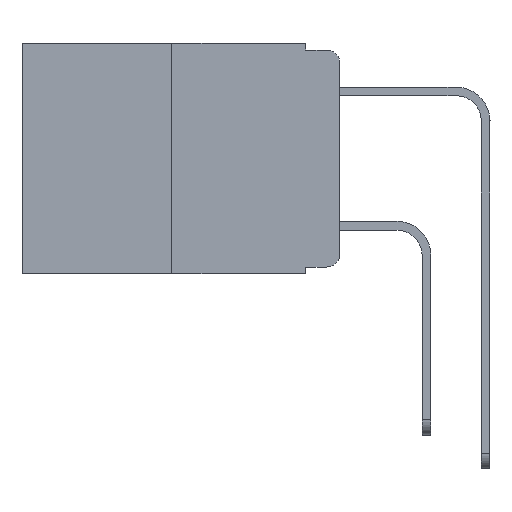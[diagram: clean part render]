
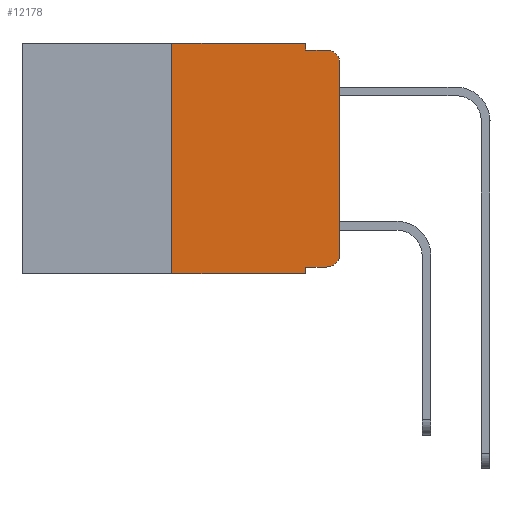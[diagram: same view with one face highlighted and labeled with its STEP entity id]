
A CAD part, left-side view. The second image highlights one B-rep face of the part: STEP entity #12178.
In plain terms, the highlighted planar face has unit normal (-1, 0, 0).
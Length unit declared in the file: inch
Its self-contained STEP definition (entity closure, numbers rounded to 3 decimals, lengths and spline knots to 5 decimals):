
#38 = VERTEX_POINT ( 'NONE', #11938 ) ;
#114 = LINE ( 'NONE', #5175, #14452 ) ;
#153 = CARTESIAN_POINT ( 'NONE',  ( 0., 0.051, 0. ) ) ;
#231 = AXIS2_PLACEMENT_3D ( 'NONE', #13548, #6934, #9793 ) ;
#265 = VERTEX_POINT ( 'NONE', #2010 ) ;
#320 = LINE ( 'NONE', #13069, #6128 ) ;
#337 = LINE ( 'NONE', #4056, #11732 ) ;
#445 = VECTOR ( 'NONE', #14150, 39.37008 ) ;
#1295 = CARTESIAN_POINT ( 'NONE',  ( 0., 0., -0.313 ) ) ;
#1304 = CIRCLE ( 'NONE', #4414, 0.02 ) ;
#1836 = CARTESIAN_POINT ( 'NONE',  ( 0., 0.02, -0.03 ) ) ;
#1902 = EDGE_CURVE ( 'NONE', #7255, #7920, #12519, .T. ) ;
#2010 = CARTESIAN_POINT ( 'NONE',  ( 0., 0.02, -0.333 ) ) ;
#2012 = EDGE_CURVE ( 'NONE', #11128, #13655, #7846, .T. ) ;
#2292 = DIRECTION ( 'NONE',  ( 0., -1., 0. ) ) ;
#2379 = VERTEX_POINT ( 'NONE', #12009 ) ;
#2753 = VERTEX_POINT ( 'NONE', #153 ) ;
#2998 = DIRECTION ( 'NONE',  ( 0., 0., -1. ) ) ;
#3163 = PLANE ( 'NONE',  #11929 ) ;
#3555 = LINE ( 'NONE', #10862, #445 ) ;
#3969 = ORIENTED_EDGE ( 'NONE', *, *, #2012, .T. ) ;
#4030 = EDGE_CURVE ( 'NONE', #265, #11128, #12818, .T. ) ;
#4056 = CARTESIAN_POINT ( 'NONE',  ( 0., 0.051, 0. ) ) ;
#4414 = AXIS2_PLACEMENT_3D ( 'NONE', #1836, #9839, #2998 ) ;
#4595 = DIRECTION ( 'NONE',  ( 0., 0., 1. ) ) ;
#4704 = VERTEX_POINT ( 'NONE', #13486 ) ;
#5060 = ORIENTED_EDGE ( 'NONE', *, *, #14590, .F. ) ;
#5175 = CARTESIAN_POINT ( 'NONE',  ( 0., 0.051, 0. ) ) ;
#5490 = EDGE_CURVE ( 'NONE', #2379, #7920, #114, .T. ) ;
#5579 = EDGE_CURVE ( 'NONE', #7255, #13305, #7888, .T. ) ;
#5599 = CARTESIAN_POINT ( 'NONE',  ( 0., 0.25, -0.343 ) ) ;
#6128 = VECTOR ( 'NONE', #14185, 39.37008 ) ;
#6142 = ORIENTED_EDGE ( 'NONE', *, *, #1902, .T. ) ;
#6213 = LINE ( 'NONE', #9172, #11794 ) ;
#6514 = ORIENTED_EDGE ( 'NONE', *, *, #11674, .T. ) ;
#6663 = DIRECTION ( 'NONE',  ( 1., 0., 0. ) ) ;
#6934 = DIRECTION ( 'NONE',  ( -1., 0., 0. ) ) ;
#7059 = ORIENTED_EDGE ( 'NONE', *, *, #12072, .T. ) ;
#7255 = VERTEX_POINT ( 'NONE', #5599 ) ;
#7365 = CARTESIAN_POINT ( 'NONE',  ( 0., 0.473, -0.343 ) ) ;
#7402 = ORIENTED_EDGE ( 'NONE', *, *, #7747, .F. ) ;
#7747 = EDGE_CURVE ( 'NONE', #38, #4704, #320, .T. ) ;
#7846 = LINE ( 'NONE', #8210, #10475 ) ;
#7888 = LINE ( 'NONE', #10949, #13421 ) ;
#7920 = VERTEX_POINT ( 'NONE', #13356 ) ;
#8210 = CARTESIAN_POINT ( 'NONE',  ( 0., 0., 0. ) ) ;
#8455 = ORIENTED_EDGE ( 'NONE', *, *, #9351, .F. ) ;
#8716 = FACE_OUTER_BOUND ( 'NONE', #10646, .T. ) ;
#9172 = CARTESIAN_POINT ( 'NONE',  ( 0., 0.051, -0.333 ) ) ;
#9246 = VECTOR ( 'NONE', #14473, 39.37008 ) ;
#9351 = EDGE_CURVE ( 'NONE', #13305, #2753, #3555, .T. ) ;
#9793 = DIRECTION ( 'NONE',  ( 0., 0., -1. ) ) ;
#9839 = DIRECTION ( 'NONE',  ( -1., 0., 0. ) ) ;
#10475 = VECTOR ( 'NONE', #4595, 39.37008 ) ;
#10646 = EDGE_LOOP ( 'NONE', ( #3969, #7059, #7402, #5060, #8455, #14309, #6142, #12073, #6514, #12421 ) ) ;
#10732 = CARTESIAN_POINT ( 'NONE',  ( 0., 0.25, 0. ) ) ;
#10862 = CARTESIAN_POINT ( 'NONE',  ( 0., 0.473, 0. ) ) ;
#10949 = CARTESIAN_POINT ( 'NONE',  ( 0., 0.25, 0. ) ) ;
#11128 = VERTEX_POINT ( 'NONE', #1295 ) ;
#11300 = CARTESIAN_POINT ( 'NONE',  ( 0., 0., -0.03 ) ) ;
#11674 = EDGE_CURVE ( 'NONE', #2379, #265, #6213, .T. ) ;
#11732 = VECTOR ( 'NONE', #13022, 39.37008 ) ;
#11794 = VECTOR ( 'NONE', #2292, 39.37008 ) ;
#11929 = AXIS2_PLACEMENT_3D ( 'NONE', #13286, #6663, #14382 ) ;
#11938 = CARTESIAN_POINT ( 'NONE',  ( 0., 0.051, -0.01 ) ) ;
#12009 = CARTESIAN_POINT ( 'NONE',  ( 0., 0.051, -0.333 ) ) ;
#12072 = EDGE_CURVE ( 'NONE', #13655, #4704, #1304, .T. ) ;
#12073 = ORIENTED_EDGE ( 'NONE', *, *, #5490, .F. ) ;
#12178 = ADVANCED_FACE ( 'NONE', ( #8716 ), #3163, .F. ) ;
#12421 = ORIENTED_EDGE ( 'NONE', *, *, #4030, .T. ) ;
#12519 = LINE ( 'NONE', #7365, #9246 ) ;
#12818 = CIRCLE ( 'NONE', #231, 0.02 ) ;
#13022 = DIRECTION ( 'NONE',  ( 0., 0., -1. ) ) ;
#13069 = CARTESIAN_POINT ( 'NONE',  ( 0., 0.051, -0.01 ) ) ;
#13286 = CARTESIAN_POINT ( 'NONE',  ( 0., 0.473, 0. ) ) ;
#13305 = VERTEX_POINT ( 'NONE', #10732 ) ;
#13356 = CARTESIAN_POINT ( 'NONE',  ( 0., 0.051, -0.343 ) ) ;
#13421 = VECTOR ( 'NONE', #14239, 39.37008 ) ;
#13486 = CARTESIAN_POINT ( 'NONE',  ( 0., 0.02, -0.01 ) ) ;
#13548 = CARTESIAN_POINT ( 'NONE',  ( 0., 0.02, -0.313 ) ) ;
#13655 = VERTEX_POINT ( 'NONE', #11300 ) ;
#14095 = DIRECTION ( 'NONE',  ( 0., 0., -1. ) ) ;
#14150 = DIRECTION ( 'NONE',  ( 0., -1., 0. ) ) ;
#14185 = DIRECTION ( 'NONE',  ( 0., -1., 0. ) ) ;
#14239 = DIRECTION ( 'NONE',  ( 0., 0., 1. ) ) ;
#14309 = ORIENTED_EDGE ( 'NONE', *, *, #5579, .F. ) ;
#14382 = DIRECTION ( 'NONE',  ( 0., 0., -1. ) ) ;
#14452 = VECTOR ( 'NONE', #14095, 39.37008 ) ;
#14473 = DIRECTION ( 'NONE',  ( 0., -1., 0. ) ) ;
#14590 = EDGE_CURVE ( 'NONE', #2753, #38, #337, .T. ) ;
